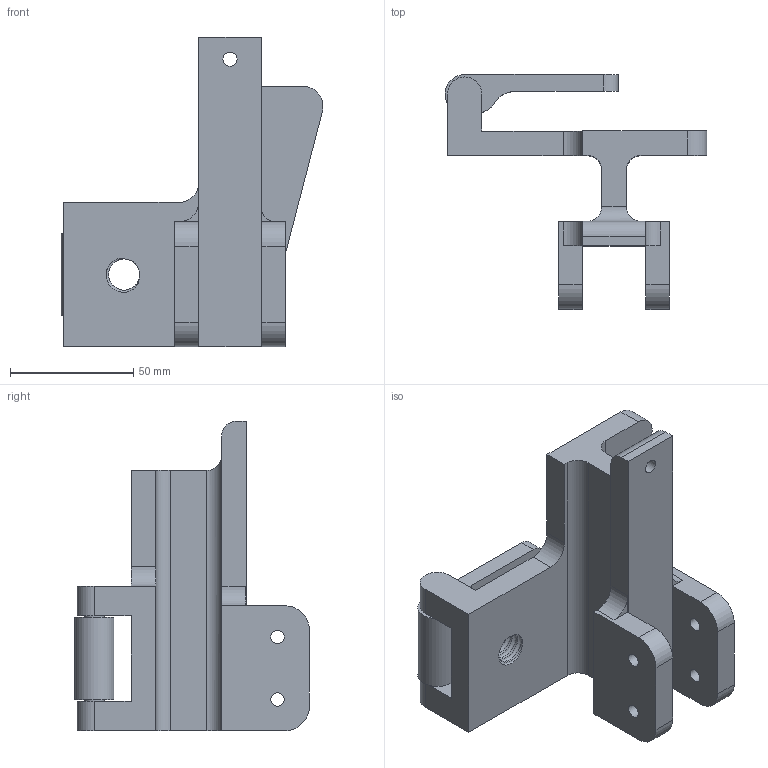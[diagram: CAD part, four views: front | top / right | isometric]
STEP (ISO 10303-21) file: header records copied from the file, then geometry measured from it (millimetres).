
FILE_DESCRIPTION(/* description */ (''),/* implementation_level */ '2;1');
FILE_NAME(/* name */ 'laptopClampBase.stp',/* time_stamp */ '2024-12-07T11:51:25-05:00',/* author */ ('derm'),/* organization */ (''),/* preprocessor_version */ 'ST-DEVELOPER v20',/* originating_system */ 'Autodesk Inventor 2025',/* authorisation */ '');
FILE_SCHEMA (('AUTOMOTIVE_DESIGN { 1 0 10303 214 3 1 1 }'));
Length unit declared in the file: millimetre
Products named in the file (1): laptopClampBase
Bounding box: 106.48 x 95.46 x 125.8 mm (x, y, z)
Volume: 194948.8 mm3; surface area: 50474 mm2
Topology: 2 solids, 2 shells, 71 faces, 204 edges, 136 vertices
Faces by surface type: plane 36, cylinder 34, bspline 1
Full cylindrical faces by diameter (mm): 5.5 x4, 5.727 x1, 8 x1, 9 x1, 12.7 x2, 15.7 x1
Entity records: 3096 total; most frequent: CARTESIAN_POINT 1129, ORIENTED_EDGE 408, DIRECTION 388, EDGE_CURVE 204, VERTEX_POINT 136, LINE 130, VECTOR 130, AXIS2_PLACEMENT_3D 129
